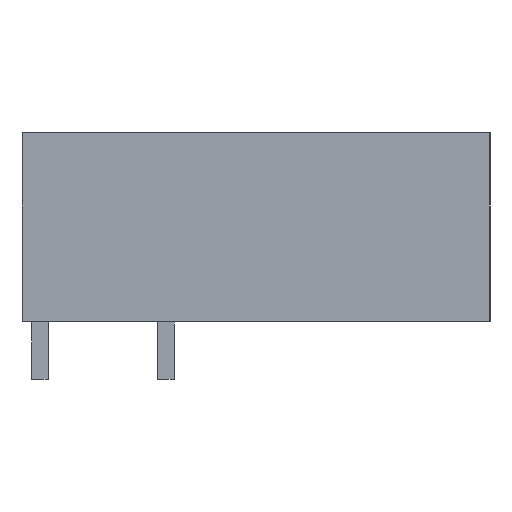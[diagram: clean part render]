
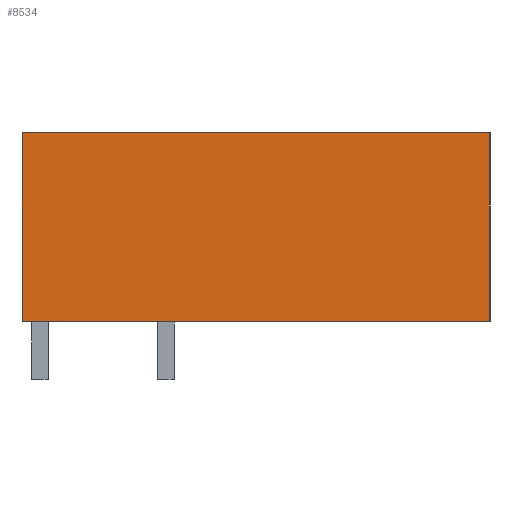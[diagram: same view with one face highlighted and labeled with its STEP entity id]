
A CAD part, left-side view. The second image highlights one B-rep face of the part: STEP entity #8534.
In plain terms, the highlighted planar face has unit normal (-1, 0, 0).
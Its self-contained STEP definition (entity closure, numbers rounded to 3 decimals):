
#8526=AXIS2_PLACEMENT_3D('Plane Axis2P3D',#8523,#8524,#8525) ;
#297=CARTESIAN_POINT('Vertex',(0.,28.3,14.9)) ;
#300=CARTESIAN_POINT('Line Origine',(0.,14.15,14.9)) ;
#304=CARTESIAN_POINT('Vertex',(0.,0.,14.9)) ;
#563=CARTESIAN_POINT('Line Origine',(0.,0.,9.2)) ;
#567=CARTESIAN_POINT('Vertex',(0.,0.,3.5)) ;
#1491=CARTESIAN_POINT('Line Origine',(0.,14.15,3.5)) ;
#1495=CARTESIAN_POINT('Vertex',(0.,28.3,3.5)) ;
#8481=CARTESIAN_POINT('Line Origine',(0.,28.3,9.2)) ;
#8523=CARTESIAN_POINT('Axis2P3D Location',(0.,15.8,14.8)) ;
#301=DIRECTION('Vector Direction',(0.,1.,0.)) ;
#564=DIRECTION('Vector Direction',(0.,0.,1.)) ;
#1492=DIRECTION('Vector Direction',(0.,-1.,0.)) ;
#8482=DIRECTION('Vector Direction',(0.,0.,-1.)) ;
#8524=DIRECTION('Axis2P3D Direction',(-1.,0.,0.)) ;
#8525=DIRECTION('Axis2P3D XDirection',(0.,0.,-1.)) ;
#302=VECTOR('Line Direction',#301,1.) ;
#565=VECTOR('Line Direction',#564,1.) ;
#1493=VECTOR('Line Direction',#1492,1.) ;
#8483=VECTOR('Line Direction',#8482,1.) ;
#8529=ORIENTED_EDGE('',*,*,#569,.T.) ;
#8530=ORIENTED_EDGE('',*,*,#306,.T.) ;
#8531=ORIENTED_EDGE('',*,*,#8485,.T.) ;
#8532=ORIENTED_EDGE('',*,*,#1497,.T.) ;
#8534=ADVANCED_FACE('HOUSING',(#8533),#8527,.T.) ;
#306=EDGE_CURVE('',#305,#298,#303,.T.) ;
#569=EDGE_CURVE('',#568,#305,#566,.T.) ;
#1497=EDGE_CURVE('',#1496,#568,#1494,.T.) ;
#8485=EDGE_CURVE('',#298,#1496,#8484,.T.) ;
#8528=EDGE_LOOP('',(#8529,#8530,#8531,#8532)) ;
#8533=FACE_OUTER_BOUND('',#8528,.T.) ;
#303=LINE('Line',#300,#302) ;
#566=LINE('Line',#563,#565) ;
#1494=LINE('Line',#1491,#1493) ;
#8484=LINE('Line',#8481,#8483) ;
#8527=PLANE('',#8526) ;
#298=VERTEX_POINT('',#297) ;
#305=VERTEX_POINT('',#304) ;
#568=VERTEX_POINT('',#567) ;
#1496=VERTEX_POINT('',#1495) ;
